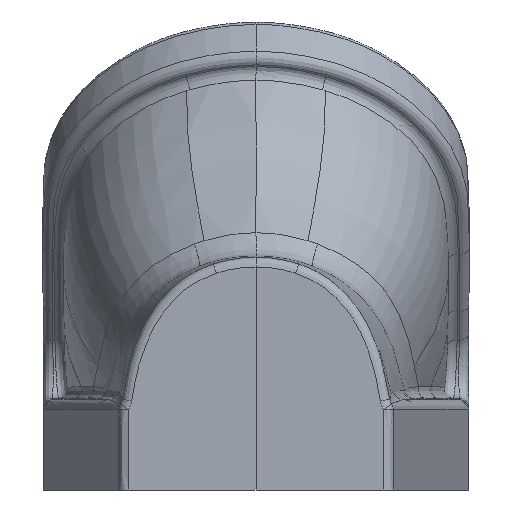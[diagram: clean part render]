
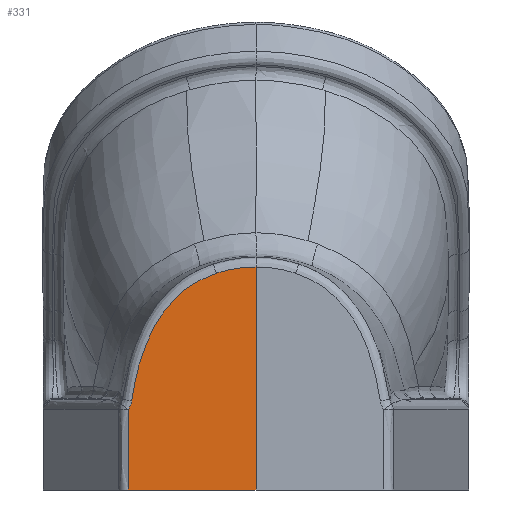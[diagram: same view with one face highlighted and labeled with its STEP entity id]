
A CAD part, front view. The second image highlights one B-rep face of the part: STEP entity #331.
In plain terms, the highlighted free-form (B-spline) face has degree [1, 1] with [2, 2] control points.
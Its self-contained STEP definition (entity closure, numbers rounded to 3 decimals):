
#70=B_SPLINE_SURFACE_WITH_KNOTS('',1,1,((#6015,#6016),(#6017,#6018)),
 .UNSPECIFIED.,.F.,.F.,.F.,(2,2),(2,2),(0.,1.),(0.,1.),.UNSPECIFIED.);
#217=(
BOUNDED_CURVE()
B_SPLINE_CURVE(3,(#5948,#5949,#5950,#5951),.UNSPECIFIED.,.F.,.F.)
B_SPLINE_CURVE_WITH_KNOTS((4,4),(0.,1.),.UNSPECIFIED.)
CURVE()
GEOMETRIC_REPRESENTATION_ITEM()
RATIONAL_B_SPLINE_CURVE((1.,1.,1.,1.))
REPRESENTATION_ITEM('')
);
#218=(
BOUNDED_CURVE()
B_SPLINE_CURVE(3,(#5954,#5955,#5956,#5957),.UNSPECIFIED.,.F.,.F.)
B_SPLINE_CURVE_WITH_KNOTS((4,4),(0.,1.),.UNSPECIFIED.)
CURVE()
GEOMETRIC_REPRESENTATION_ITEM()
RATIONAL_B_SPLINE_CURVE((1.,1.,1.,1.))
REPRESENTATION_ITEM('')
);
#331=ADVANCED_FACE('',(#459),#70,.T.);
#459=FACE_OUTER_BOUND('',#584,.T.);
#584=EDGE_LOOP('',(#899,#900,#901,#902,#903,#904,#905));
#899=ORIENTED_EDGE('',*,*,#1566,.F.);
#900=ORIENTED_EDGE('',*,*,#1567,.F.);
#901=ORIENTED_EDGE('',*,*,#1568,.T.);
#902=ORIENTED_EDGE('',*,*,#1564,.T.);
#903=ORIENTED_EDGE('',*,*,#1488,.T.);
#904=ORIENTED_EDGE('',*,*,#1569,.F.);
#905=ORIENTED_EDGE('',*,*,#1570,.T.);
#1292=VERTEX_POINT('',#3747);
#1294=VERTEX_POINT('',#3792);
#1340=VERTEX_POINT('',#5926);
#1341=VERTEX_POINT('',#5952);
#1342=VERTEX_POINT('',#5953);
#1343=VERTEX_POINT('',#5958);
#1344=VERTEX_POINT('',#6012);
#1488=EDGE_CURVE('',#1292,#1294,#1766,.T.);
#1564=EDGE_CURVE('',#1340,#1292,#1808,.T.);
#1566=EDGE_CURVE('',#1341,#1342,#217,.T.);
#1567=EDGE_CURVE('',#1343,#1341,#218,.T.);
#1568=EDGE_CURVE('',#1343,#1340,#1809,.T.);
#1569=EDGE_CURVE('',#1344,#1294,#1810,.T.);
#1570=EDGE_CURVE('',#1344,#1342,#1811,.T.);
#1766=B_SPLINE_CURVE_WITH_KNOTS('',1,(#3793,#3794),.UNSPECIFIED.,.F.,.F.,
(2,2),(0.,1.),.UNSPECIFIED.);
#1808=B_SPLINE_CURVE_WITH_KNOTS('',3,(#5922,#5923,#5924,#5925),
 .UNSPECIFIED.,.F.,.F.,(4,4),(0.,1.),.UNSPECIFIED.);
#1809=B_SPLINE_CURVE_WITH_KNOTS('',3,(#5959,#5960,#5961,#5962,#5963,#5964,
#5965,#5966,#5967,#5968,#5969,#5970,#5971,#5972,#5973,#5974,#5975,#5976,
#5977,#5978,#5979,#5980,#5981,#5982,#5983,#5984,#5985,#5986,#5987,#5988,
#5989,#5990,#5991,#5992,#5993,#5994,#5995,#5996,#5997,#5998,#5999,#6000,
#6001,#6002,#6003,#6004,#6005,#6006,#6007),.UNSPECIFIED.,.F.,.F.,(4,2,2,
1,2,2,2,2,1,1,1,2,2,1,1,2,2,1,2,2,2,2,1,1,1,2,2,1,1,1,4),(0.,0.063,
0.078,0.094,0.125,0.25,
0.375,0.391,0.406,0.438,
0.5,0.531,0.547,0.563,0.625,
0.688,0.703,0.719,0.75,
0.875,0.883,0.885,0.887,
0.891,0.906,0.922,0.924,
0.926,0.93,0.938,1.),.UNSPECIFIED.);
#1810=B_SPLINE_CURVE_WITH_KNOTS('',3,(#6008,#6009,#6010,#6011),
 .UNSPECIFIED.,.F.,.F.,(4,4),(0.,1.),.UNSPECIFIED.);
#1811=B_SPLINE_CURVE_WITH_KNOTS('',1,(#6013,#6014),.UNSPECIFIED.,.F.,.F.,
(2,2),(0.,1.),.UNSPECIFIED.);
#3747=CARTESIAN_POINT('',(-104.997,-615.,66.279));
#3792=CARTESIAN_POINT('',(-104.997,-615.,0.));
#3793=CARTESIAN_POINT('',(-104.997,-615.,66.279));
#3794=CARTESIAN_POINT('',(-104.997,-615.,0.));
#5922=CARTESIAN_POINT('',(-102.126,-615.,73.226));
#5923=CARTESIAN_POINT('',(-102.554,-615.,70.686));
#5924=CARTESIAN_POINT('',(-103.511,-615.,68.37));
#5925=CARTESIAN_POINT('',(-104.997,-615.,66.279));
#5926=CARTESIAN_POINT('',(-102.126,-615.,73.226));
#5948=CARTESIAN_POINT('',(-32.179,-615.,178.333));
#5949=CARTESIAN_POINT('',(-21.988,-615.,181.677));
#5950=CARTESIAN_POINT('',(-10.994,-615.,183.348));
#5951=CARTESIAN_POINT('',(0.,-615.,183.348));
#5952=CARTESIAN_POINT('',(-32.179,-615.,178.333));
#5953=CARTESIAN_POINT('',(0.,-615.,183.348));
#5954=CARTESIAN_POINT('',(-32.584,-615.,178.199));
#5955=CARTESIAN_POINT('',(-32.449,-615.,178.244));
#5956=CARTESIAN_POINT('',(-32.314,-615.,178.289));
#5957=CARTESIAN_POINT('',(-32.179,-615.,178.333));
#5958=CARTESIAN_POINT('',(-32.584,-615.,178.199));
#5959=CARTESIAN_POINT('',(-32.584,-615.,178.199));
#5960=CARTESIAN_POINT('',(-35.298,-615.,177.295));
#5961=CARTESIAN_POINT('',(-37.872,-615.,176.316));
#5962=CARTESIAN_POINT('',(-40.916,-615.,175.001));
#5963=CARTESIAN_POINT('',(-41.606,-615.,174.693));
#5964=CARTESIAN_POINT('',(-42.893,-615.,174.1));
#5965=CARTESIAN_POINT('',(-44.806,-615.,173.189));
#5966=CARTESIAN_POINT('',(-46.666,-615.,172.216));
#5967=CARTESIAN_POINT('',(-52.751,-615.,168.838));
#5968=CARTESIAN_POINT('',(-57.219,-615.,165.696));
#5969=CARTESIAN_POINT('',(-65.481,-615.,158.595));
#5970=CARTESIAN_POINT('',(-69.371,-615.,154.575));
#5971=CARTESIAN_POINT('',(-73.476,-615.,149.525));
#5972=CARTESIAN_POINT('',(-73.868,-615.,149.03));
#5973=CARTESIAN_POINT('',(-74.701,-615.,147.961));
#5974=CARTESIAN_POINT('',(-75.936,-615.,146.34));
#5975=CARTESIAN_POINT('',(-78.721,-615.,142.441));
#5976=CARTESIAN_POINT('',(-81.686,-615.,137.714));
#5977=CARTESIAN_POINT('',(-83.744,-615.,133.966));
#5978=CARTESIAN_POINT('',(-84.746,-615.,132.059));
#5979=CARTESIAN_POINT('',(-85.028,-615.,131.512));
#5980=CARTESIAN_POINT('',(-85.632,-615.,130.317));
#5981=CARTESIAN_POINT('',(-87.128,-615.,127.306));
#5982=CARTESIAN_POINT('',(-89.682,-615.,121.66));
#5983=CARTESIAN_POINT('',(-91.752,-615.,116.323));
#5984=CARTESIAN_POINT('',(-92.984,-615.,112.887));
#5985=CARTESIAN_POINT('',(-93.201,-615.,112.271));
#5986=CARTESIAN_POINT('',(-93.651,-615.,110.965));
#5987=CARTESIAN_POINT('',(-94.312,-615.,109.003));
#5988=CARTESIAN_POINT('',(-94.936,-615.,107.03));
#5989=CARTESIAN_POINT('',(-96.931,-615.,100.427));
#5990=CARTESIAN_POINT('',(-98.259,-615.,95.059));
#5991=CARTESIAN_POINT('',(-99.376,-615.,89.29));
#5992=CARTESIAN_POINT('',(-99.44,-615.,88.95));
#5993=CARTESIAN_POINT('',(-99.52,-615.,88.526));
#5994=CARTESIAN_POINT('',(-99.522,-615.,88.511));
#5995=CARTESIAN_POINT('',(-99.541,-615.,88.411));
#5996=CARTESIAN_POINT('',(-99.57,-615.,88.254));
#5997=CARTESIAN_POINT('',(-99.686,-615.,87.614));
#5998=CARTESIAN_POINT('',(-99.93,-615.,86.219));
#5999=CARTESIAN_POINT('',(-100.226,-615.,84.483));
#6000=CARTESIAN_POINT('',(-100.415,-615.,83.366));
#6001=CARTESIAN_POINT('',(-100.423,-615.,83.316));
#6002=CARTESIAN_POINT('',(-100.452,-615.,83.145));
#6003=CARTESIAN_POINT('',(-100.495,-615.,82.889));
#6004=CARTESIAN_POINT('',(-100.596,-615.,82.29));
#6005=CARTESIAN_POINT('',(-101.144,-615.,79.041));
#6006=CARTESIAN_POINT('',(-101.664,-615.,75.963));
#6007=CARTESIAN_POINT('',(-102.126,-615.,73.226));
#6008=CARTESIAN_POINT('',(0.,-615.,0.));
#6009=CARTESIAN_POINT('',(-34.999,-615.,0.));
#6010=CARTESIAN_POINT('',(-69.998,-615.,0.));
#6011=CARTESIAN_POINT('',(-104.997,-615.,0.));
#6012=CARTESIAN_POINT('',(0.,-615.,0.));
#6013=CARTESIAN_POINT('',(0.,-615.,0.));
#6014=CARTESIAN_POINT('',(0.,-615.,183.348));
#6015=CARTESIAN_POINT('',(0.,-615.,0.));
#6016=CARTESIAN_POINT('',(-104.997,-615.,0.));
#6017=CARTESIAN_POINT('',(0.,-615.,184.449));
#6018=CARTESIAN_POINT('',(-104.997,-615.,184.449));
